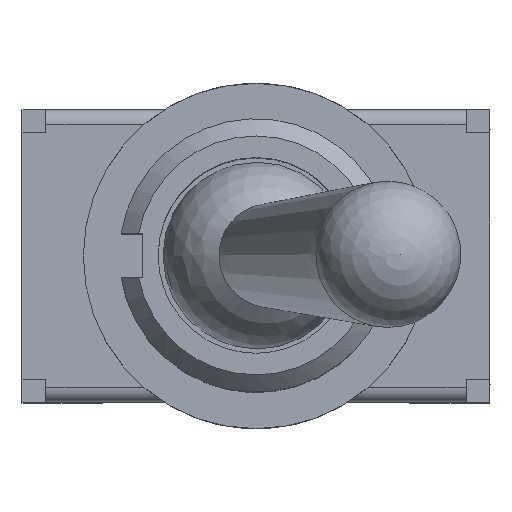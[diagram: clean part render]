
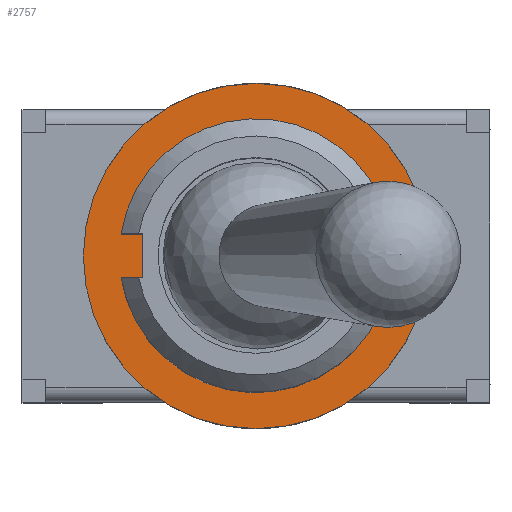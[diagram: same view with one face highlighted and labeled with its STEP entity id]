
A CAD part, top view. The second image highlights one B-rep face of the part: STEP entity #2757.
In plain terms, the highlighted planar face has unit normal (0, 0, 1).
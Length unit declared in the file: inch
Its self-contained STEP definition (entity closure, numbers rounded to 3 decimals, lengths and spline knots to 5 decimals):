
#16=FACE_BOUND('',#1050,.T.);
#143=PLANE('',#2953);
#313=LINE('',#4760,#620);
#317=LINE('',#4770,#624);
#319=LINE('',#4773,#626);
#620=VECTOR('',#3328,0.3937);
#624=VECTOR('',#3338,0.3937);
#626=VECTOR('',#3342,0.3937);
#899=FACE_OUTER_BOUND('',#1049,.T.);
#1049=EDGE_LOOP('',(#2207));
#1050=EDGE_LOOP('',(#2208,#2209,#2210,#2211));
#1163=CIRCLE('',#2952,0.0935);
#1164=CIRCLE('',#2954,0.11811);
#1307=VERTEX_POINT('',#4757);
#1308=VERTEX_POINT('',#4759);
#1310=VERTEX_POINT('',#4767);
#1311=VERTEX_POINT('',#4769);
#1312=VERTEX_POINT('',#4777);
#1626=EDGE_CURVE('',#1308,#1307,#313,.T.);
#1631=EDGE_CURVE('',#1311,#1310,#317,.T.);
#1633=EDGE_CURVE('',#1310,#1308,#319,.T.);
#1634=EDGE_CURVE('',#1307,#1311,#1163,.T.);
#1635=EDGE_CURVE('',#1312,#1312,#1164,.T.);
#2207=ORIENTED_EDGE('',*,*,#1635,.F.);
#2208=ORIENTED_EDGE('',*,*,#1631,.T.);
#2209=ORIENTED_EDGE('',*,*,#1633,.T.);
#2210=ORIENTED_EDGE('',*,*,#1626,.T.);
#2211=ORIENTED_EDGE('',*,*,#1634,.T.);
#2757=ADVANCED_FACE('',(#899,#16),#143,.F.);
#2952=AXIS2_PLACEMENT_3D('',#4775,#3345,#3346);
#2953=AXIS2_PLACEMENT_3D('',#4776,#3347,#3348);
#2954=AXIS2_PLACEMENT_3D('',#4778,#3349,#3350);
#3328=DIRECTION('',(-1.,0.,0.));
#3338=DIRECTION('',(1.,0.,0.));
#3342=DIRECTION('',(0.,1.,0.));
#3345=DIRECTION('center_axis',(0.,0.,
-1.));
#3346=DIRECTION('ref_axis',(0.987,0.16,0.));
#3347=DIRECTION('center_axis',(0.,0.,
-1.));
#3348=DIRECTION('ref_axis',(1.,0.,0.));
#3349=DIRECTION('center_axis',(0.,0.,
-1.));
#3350=DIRECTION('ref_axis',(1.,0.,0.));
#4757=CARTESIAN_POINT('',(-0.0923,0.01496,0.30866));
#4759=CARTESIAN_POINT('',(-0.07734,0.01496,0.30866));
#4760=CARTESIAN_POINT('',(-0.03867,0.01496,0.30866));
#4767=CARTESIAN_POINT('',(-0.07734,-0.01496,0.30866));
#4769=CARTESIAN_POINT('',(-0.0923,-0.01496,0.30866));
#4770=CARTESIAN_POINT('',(-0.04615,-0.01496,0.30866));
#4773=CARTESIAN_POINT('',(-0.07734,-0.00748,0.30866));
#4775=CARTESIAN_POINT('Origin',(0.,0.,
0.30866));
#4776=CARTESIAN_POINT('Origin',(0.,0.,
0.30866));
#4777=CARTESIAN_POINT('',(-0.11811,0.,0.30866));
#4778=CARTESIAN_POINT('Origin',(0.,0.,
0.30866));
